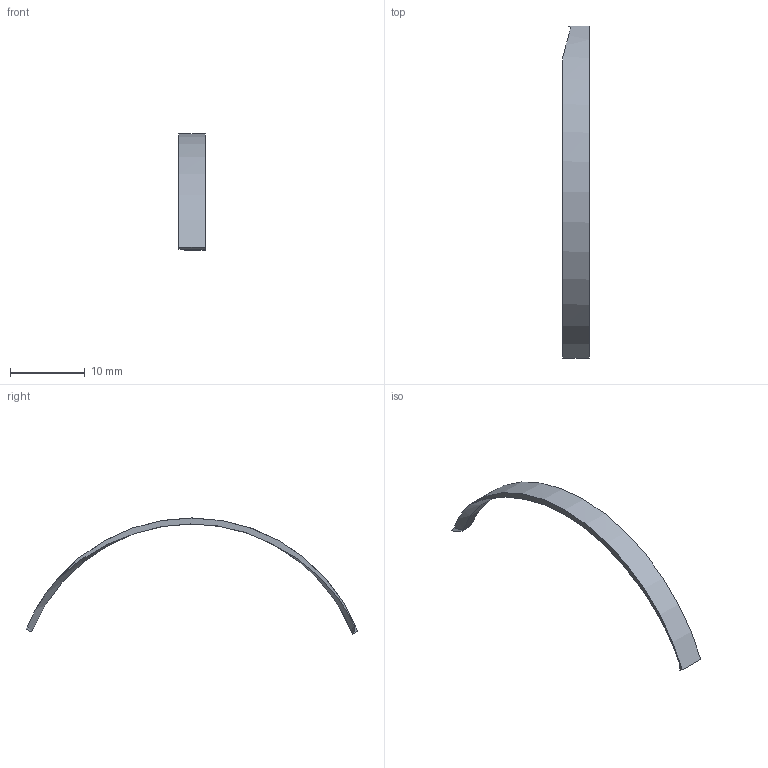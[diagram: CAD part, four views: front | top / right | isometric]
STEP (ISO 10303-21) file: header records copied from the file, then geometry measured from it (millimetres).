
FILE_DESCRIPTION (( 'STEP AP203' ), '1' );
FILE_NAME ('shank right.sldasm-Part-11_默认_sldprt.STEP', '2018-02-03T08:03:02', ( '' ), ( '' ), 'SwSTEP 2.0', 'SolidWorks 2014', '' );
FILE_SCHEMA (( 'CONFIG_CONTROL_DESIGN' ));
Length unit declared in the file: millimetre
Products named in the file (1): shank right.sldasm-Part-11_默认_sldprt
Bounding box: 3.5 x 44.31 x 15.49 mm (x, y, z)
Volume: 143.8 mm3; surface area: 464.5 mm2
Topology: 1 solids, 1 shells, 12 faces, 30 edges, 20 vertices
Faces by surface type: plane 6, bspline 4, cylinder 2
Entity records: 818 total; most frequent: CARTESIAN_POINT 494, ORIENTED_EDGE 60, DIRECTION 37, EDGE_CURVE 30, VERTEX_POINT 20, B_SPLINE_CURVE_WITH_KNOTS 13, AXIS2_PLACEMENT_3D 13, FACE_OUTER_BOUND 12
